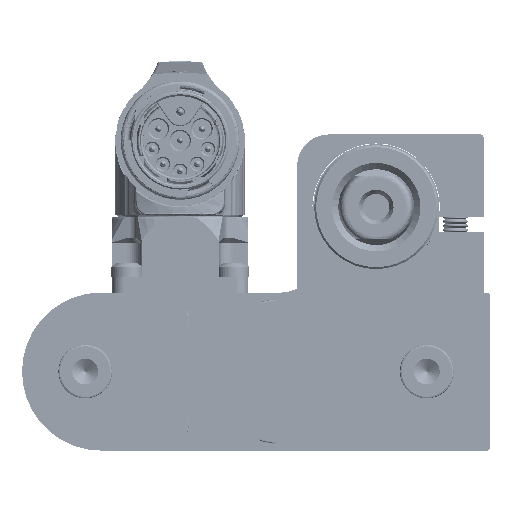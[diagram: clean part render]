
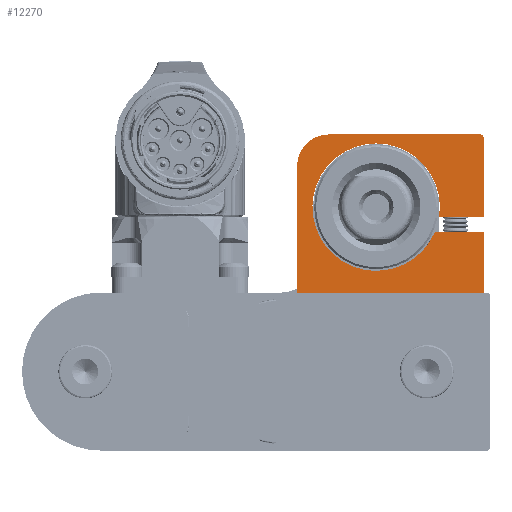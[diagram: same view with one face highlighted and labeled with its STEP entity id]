
A CAD part, left-side view. The second image highlights one B-rep face of the part: STEP entity #12270.
In plain terms, the highlighted face is planar.
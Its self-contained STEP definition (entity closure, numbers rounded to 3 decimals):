
#132 = VECTOR ( 'NONE', #18261, 1000. ) ;
#734 = CARTESIAN_POINT ( 'NONE',  ( 14.5, -1., 30. ) ) ;
#868 = CARTESIAN_POINT ( 'NONE',  ( -15., 14.5, 30. ) ) ;
#1378 = EDGE_CURVE ( 'NONE', #92801, #20477, #69159, .T. ) ;
#1422 = DIRECTION ( 'NONE',  ( 1., 0., 0. ) ) ;
#4221 = CARTESIAN_POINT ( 'NONE',  ( 0., 0., 30. ) ) ;
#7019 = AXIS2_PLACEMENT_3D ( 'NONE', #19714, #58629, #73372 ) ;
#8271 = ORIENTED_EDGE ( 'NONE', *, *, #58391, .T. ) ;
#8894 = EDGE_CURVE ( 'NONE', #31798, #72859, #80585, .T. ) ;
#10414 = VERTEX_POINT ( 'NONE', #43011 ) ;
#11002 = EDGE_CURVE ( 'NONE', #72616, #31798, #67135, .T. ) ;
#12270 = ADVANCED_FACE ( 'NONE', ( #72681 ), #80820, .T. ) ;
#13299 = DIRECTION ( 'NONE',  ( 0., 1., 0. ) ) ;
#14068 = CARTESIAN_POINT ( 'NONE',  ( -15., 9.5, 30. ) ) ;
#18247 = CARTESIAN_POINT ( 'NONE',  ( -15., -10.5, 30. ) ) ;
#18261 = DIRECTION ( 'NONE',  ( 0., -1., 0. ) ) ;
#19308 = ORIENTED_EDGE ( 'NONE', *, *, #19854, .T. ) ;
#19714 = CARTESIAN_POINT ( 'NONE',  ( 14., 14., 30. ) ) ;
#19854 = EDGE_CURVE ( 'NONE', #28957, #85377, #92895, .T. ) ;
#19898 = ORIENTED_EDGE ( 'NONE', *, *, #21993, .T. ) ;
#20477 = VERTEX_POINT ( 'NONE', #95010 ) ;
#20480 = VECTOR ( 'NONE', #13299, 1000. ) ;
#21993 = EDGE_CURVE ( 'NONE', #20477, #72616, #63243, .T. ) ;
#22095 = ORIENTED_EDGE ( 'NONE', *, *, #62673, .F. ) ;
#22302 = ORIENTED_EDGE ( 'NONE', *, *, #11002, .T. ) ;
#25246 = DIRECTION ( 'NONE',  ( 0., 0., 1. ) ) ;
#25281 = CARTESIAN_POINT ( 'NONE',  ( -15., -10.5, 30. ) ) ;
#25742 = CARTESIAN_POINT ( 'NONE',  ( -2.5, 3., 30. ) ) ;
#26513 = EDGE_LOOP ( 'NONE', ( #58551, #76394, #19898, #22302, #90645, #8271, #19308, #22095, #85343, #36681 ) ) ;
#27733 = DIRECTION ( 'NONE',  ( 1., 0., 0. ) ) ;
#28957 = VERTEX_POINT ( 'NONE', #54678 ) ;
#29976 = VERTEX_POINT ( 'NONE', #100800 ) ;
#30819 = DIRECTION ( 'NONE',  ( 1., 0., 0. ) ) ;
#31798 = VERTEX_POINT ( 'NONE', #14068 ) ;
#35070 = DIRECTION ( 'NONE',  ( 1., 0., 0. ) ) ;
#35374 = DIRECTION ( 'NONE',  ( 1., 0., 0. ) ) ;
#36681 = ORIENTED_EDGE ( 'NONE', *, *, #82739, .F. ) ;
#37239 = VECTOR ( 'NONE', #35070, 1000. ) ;
#40059 = DIRECTION ( 'NONE',  ( -1., 0., 0. ) ) ;
#43011 = CARTESIAN_POINT ( 'NONE',  ( 6.747, -1., 30. ) ) ;
#43238 = CARTESIAN_POINT ( 'NONE',  ( 5.5, -1., 30. ) ) ;
#46020 = DIRECTION ( 'NONE',  ( 0., 1., 0. ) ) ;
#47314 = CIRCLE ( 'NONE', #97797, 10.075 ) ;
#48979 = CARTESIAN_POINT ( 'NONE',  ( -15., 14.5, 30. ) ) ;
#49877 = VECTOR ( 'NONE', #1422, 1000. ) ;
#50958 = CARTESIAN_POINT ( 'NONE',  ( 14.5, 1.5, 30. ) ) ;
#53893 = EDGE_CURVE ( 'NONE', #85116, #92801, #83296, .T. ) ;
#54678 = CARTESIAN_POINT ( 'NONE',  ( 14.5, -10.5, 30. ) ) ;
#58391 = EDGE_CURVE ( 'NONE', #72859, #28957, #93828, .T. ) ;
#58551 = ORIENTED_EDGE ( 'NONE', *, *, #53893, .T. ) ;
#58629 = DIRECTION ( 'NONE',  ( 0., 0., 1. ) ) ;
#58934 = DIRECTION ( 'NONE',  ( 0., 0., 1. ) ) ;
#61750 = DIRECTION ( 'NONE',  ( -1., 0., 0. ) ) ;
#62673 = EDGE_CURVE ( 'NONE', #10414, #85377, #82002, .T. ) ;
#63243 = LINE ( 'NONE', #868, #81920 ) ;
#67135 = CIRCLE ( 'NONE', #91486, 5. ) ;
#69159 = CIRCLE ( 'NONE', #7019, 0.5 ) ;
#71237 = VECTOR ( 'NONE', #40059, 1000. ) ;
#72218 = CARTESIAN_POINT ( 'NONE',  ( 5.5, 1.5, 30. ) ) ;
#72616 = VERTEX_POINT ( 'NONE', #86160 ) ;
#72681 = FACE_OUTER_BOUND ( 'NONE', #26513, .T. ) ;
#72859 = VERTEX_POINT ( 'NONE', #25281 ) ;
#73372 = DIRECTION ( 'NONE',  ( 1., 0., 0. ) ) ;
#75770 = CARTESIAN_POINT ( 'NONE',  ( -10., 9.5, 30. ) ) ;
#76394 = ORIENTED_EDGE ( 'NONE', *, *, #1378, .T. ) ;
#78846 = LINE ( 'NONE', #72218, #71237 ) ;
#80585 = LINE ( 'NONE', #48979, #132 ) ;
#80820 = PLANE ( 'NONE',  #83090 ) ;
#81920 = VECTOR ( 'NONE', #61750, 1000. ) ;
#82002 = LINE ( 'NONE', #43238, #37239 ) ;
#82739 = EDGE_CURVE ( 'NONE', #85116, #29976, #78846, .T. ) ;
#83090 = AXIS2_PLACEMENT_3D ( 'NONE', #4221, #58934, #27733 ) ;
#83296 = LINE ( 'NONE', #91901, #20480 ) ;
#85116 = VERTEX_POINT ( 'NONE', #50958 ) ;
#85343 = ORIENTED_EDGE ( 'NONE', *, *, #99238, .F. ) ;
#85377 = VERTEX_POINT ( 'NONE', #734 ) ;
#85646 = VECTOR ( 'NONE', #46020, 1000. ) ;
#86160 = CARTESIAN_POINT ( 'NONE',  ( -10., 14.5, 30. ) ) ;
#90645 = ORIENTED_EDGE ( 'NONE', *, *, #8894, .T. ) ;
#91486 = AXIS2_PLACEMENT_3D ( 'NONE', #75770, #91523, #30819 ) ;
#91523 = DIRECTION ( 'NONE',  ( 0., 0., 1. ) ) ;
#91901 = CARTESIAN_POINT ( 'NONE',  ( 14.5, 14.5, 30. ) ) ;
#92396 = CARTESIAN_POINT ( 'NONE',  ( 14.5, 14.5, 30. ) ) ;
#92801 = VERTEX_POINT ( 'NONE', #97357 ) ;
#92895 = LINE ( 'NONE', #92396, #85646 ) ;
#93828 = LINE ( 'NONE', #18247, #49877 ) ;
#95010 = CARTESIAN_POINT ( 'NONE',  ( 14., 14.5, 30. ) ) ;
#97357 = CARTESIAN_POINT ( 'NONE',  ( 14.5, 14., 30. ) ) ;
#97797 = AXIS2_PLACEMENT_3D ( 'NONE', #25742, #25246, #35374 ) ;
#99238 = EDGE_CURVE ( 'NONE', #29976, #10414, #47314, .T. ) ;
#100800 = CARTESIAN_POINT ( 'NONE',  ( 7.463, 1.5, 30. ) ) ;
